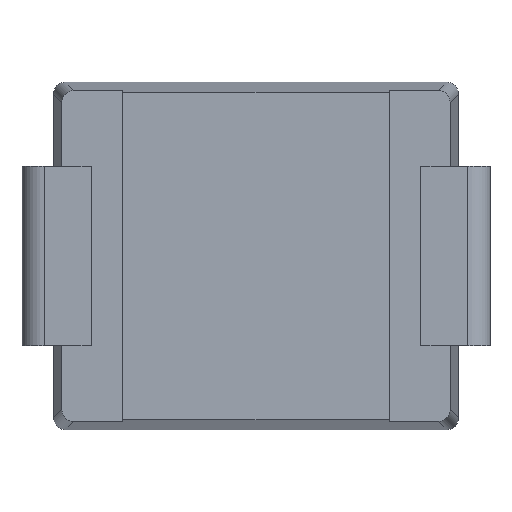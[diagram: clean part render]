
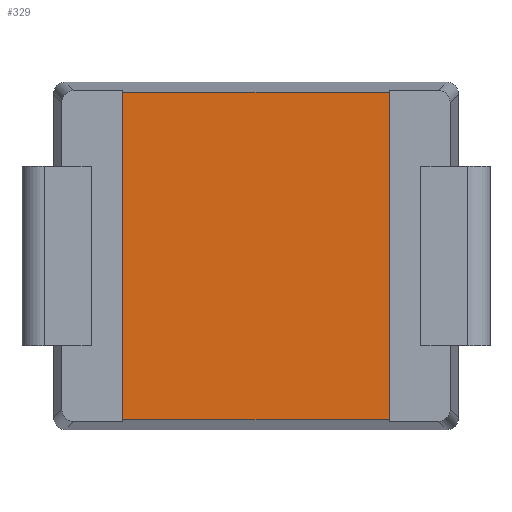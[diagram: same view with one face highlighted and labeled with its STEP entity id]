
A CAD part, front view. The second image highlights one B-rep face of the part: STEP entity #329.
In plain terms, the highlighted planar face has unit normal (0, -1, 0).
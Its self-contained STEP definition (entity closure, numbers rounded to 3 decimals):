
#46 = LINE ( 'NONE', #622, #1163 ) ;
#103 = PLANE ( 'NONE',  #1796 ) ;
#120 = DIRECTION ( 'NONE',  ( 0., -1., 0. ) ) ;
#131 = VERTEX_POINT ( 'NONE', #899 ) ;
#197 = ORIENTED_EDGE ( 'NONE', *, *, #746, .T. ) ;
#238 = CARTESIAN_POINT ( 'NONE',  ( 2.263, 0.2, -2.95 ) ) ;
#275 = ORIENTED_EDGE ( 'NONE', *, *, #710, .T. ) ;
#329 = ADVANCED_FACE ( 'NONE', ( #1532 ), #103, .T. ) ;
#344 = DIRECTION ( 'NONE',  ( -1., 0., 0. ) ) ;
#488 = DIRECTION ( 'NONE',  ( 0., 0., 1. ) ) ;
#548 = VECTOR ( 'NONE', #873, 1000. ) ;
#595 = VECTOR ( 'NONE', #842, 1000. ) ;
#622 = CARTESIAN_POINT ( 'NONE',  ( 0., 0.2, 2.778 ) ) ;
#646 = EDGE_LOOP ( 'NONE', ( #1458, #197, #275, #1115 ) ) ;
#648 = VERTEX_POINT ( 'NONE', #822 ) ;
#710 = EDGE_CURVE ( 'NONE', #648, #1425, #1249, .T. ) ;
#746 = EDGE_CURVE ( 'NONE', #1182, #648, #1017, .T. ) ;
#807 = CARTESIAN_POINT ( 'NONE',  ( 0., 0.2, 0. ) ) ;
#822 = CARTESIAN_POINT ( 'NONE',  ( 2.263, 0.2, -2.778 ) ) ;
#842 = DIRECTION ( 'NONE',  ( 0., 0., 1. ) ) ;
#865 = CARTESIAN_POINT ( 'NONE',  ( 0., 0.2, -2.778 ) ) ;
#873 = DIRECTION ( 'NONE',  ( 1., 0., 0. ) ) ;
#899 = CARTESIAN_POINT ( 'NONE',  ( -2.263, 0.2, 2.778 ) ) ;
#917 = LINE ( 'NONE', #1468, #1043 ) ;
#954 = EDGE_CURVE ( 'NONE', #1425, #131, #46, .T. ) ;
#980 = CARTESIAN_POINT ( 'NONE',  ( -2.263, 0.2, -2.778 ) ) ;
#1017 = LINE ( 'NONE', #865, #548 ) ;
#1024 = CARTESIAN_POINT ( 'NONE',  ( 2.263, 0.2, 2.778 ) ) ;
#1026 = EDGE_CURVE ( 'NONE', #1182, #131, #917, .T. ) ;
#1043 = VECTOR ( 'NONE', #488, 1000. ) ;
#1115 = ORIENTED_EDGE ( 'NONE', *, *, #954, .T. ) ;
#1163 = VECTOR ( 'NONE', #344, 1000. ) ;
#1182 = VERTEX_POINT ( 'NONE', #980 ) ;
#1249 = LINE ( 'NONE', #238, #595 ) ;
#1425 = VERTEX_POINT ( 'NONE', #1024 ) ;
#1458 = ORIENTED_EDGE ( 'NONE', *, *, #1026, .F. ) ;
#1468 = CARTESIAN_POINT ( 'NONE',  ( -2.263, 0.2, -2.95 ) ) ;
#1532 = FACE_OUTER_BOUND ( 'NONE', #646, .T. ) ;
#1541 = DIRECTION ( 'NONE',  ( 0., 0., -1. ) ) ;
#1796 = AXIS2_PLACEMENT_3D ( 'NONE', #807, #120, #1541 ) ;
